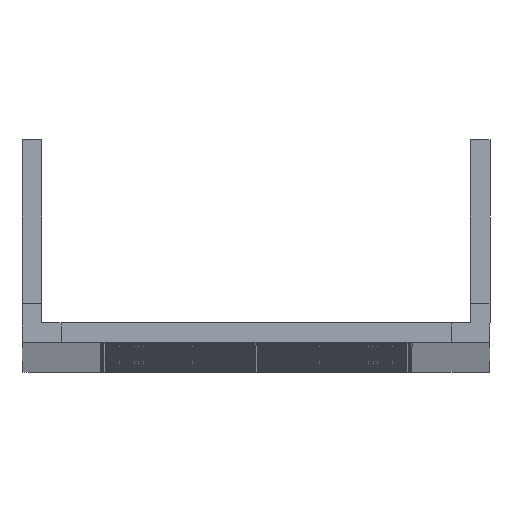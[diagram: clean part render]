
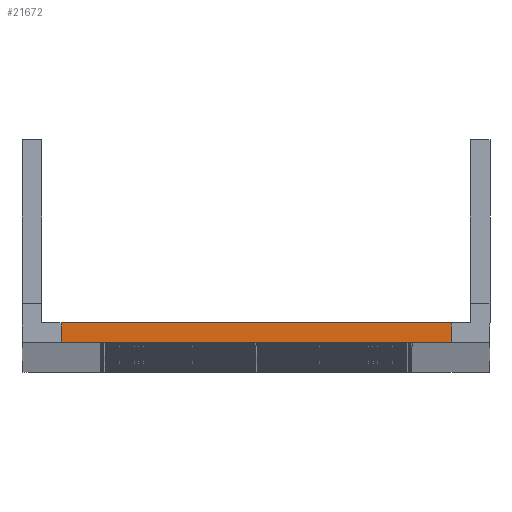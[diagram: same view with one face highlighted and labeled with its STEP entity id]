
A CAD part, top view. The second image highlights one B-rep face of the part: STEP entity #21672.
In plain terms, the highlighted planar face has unit normal (0, 0, 1).
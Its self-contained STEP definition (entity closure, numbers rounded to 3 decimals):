
#1703=FACE_OUTER_BOUND('',#2865,.T.);
#2865=EDGE_LOOP('',(#15806,#15807,#15808,#15809));
#3923=LINE('',#31310,#6083);
#3934=LINE('',#31331,#6094);
#4476=LINE('',#33472,#6636);
#5022=LINE('',#35617,#7182);
#6083=VECTOR('',#24887,10.);
#6094=VECTOR('',#24900,10.);
#6636=VECTOR('',#26506,10.);
#7182=VECTOR('',#28122,10.);
#8242=VERTEX_POINT('',#31306);
#8244=VERTEX_POINT('',#31309);
#8253=VERTEX_POINT('',#31329);
#9320=VERTEX_POINT('',#33471);
#10387=EDGE_CURVE('',#8244,#8242,#3923,.T.);
#10398=EDGE_CURVE('',#8242,#8253,#3934,.T.);
#11468=EDGE_CURVE('',#8244,#9320,#4476,.T.);
#12542=EDGE_CURVE('',#8253,#9320,#5022,.T.);
#15806=ORIENTED_EDGE('',*,*,#10387,.T.);
#15807=ORIENTED_EDGE('',*,*,#10398,.T.);
#15808=ORIENTED_EDGE('',*,*,#12542,.T.);
#15809=ORIENTED_EDGE('',*,*,#11468,.F.);
#20051=PLANE('',#23825);
#21672=ADVANCED_FACE('',(#1703),#20051,.T.);
#23825=AXIS2_PLACEMENT_3D('',#35626,#28134,#28135);
#24887=DIRECTION('',(0.,1.,0.));
#24900=DIRECTION('',(-1.,0.,0.));
#26506=DIRECTION('',(-1.,0.,0.));
#28122=DIRECTION('',(0.,-1.,0.));
#28134=DIRECTION('center_axis',(0.,0.,1.));
#28135=DIRECTION('ref_axis',(1.,0.,0.));
#31306=CARTESIAN_POINT('',(-5.,2.5,0.));
#31309=CARTESIAN_POINT('',(-5.,0.,0.));
#31310=CARTESIAN_POINT('',(-5.,1.25,0.));
#31329=CARTESIAN_POINT('',(-55.,2.5,0.));
#31331=CARTESIAN_POINT('',(0.,2.5,0.));
#33471=CARTESIAN_POINT('',(-55.,0.,0.));
#33472=CARTESIAN_POINT('',(0.,0.,0.));
#35617=CARTESIAN_POINT('',(-55.,1.25,0.));
#35626=CARTESIAN_POINT('Origin',(-2.5,5.,0.));
